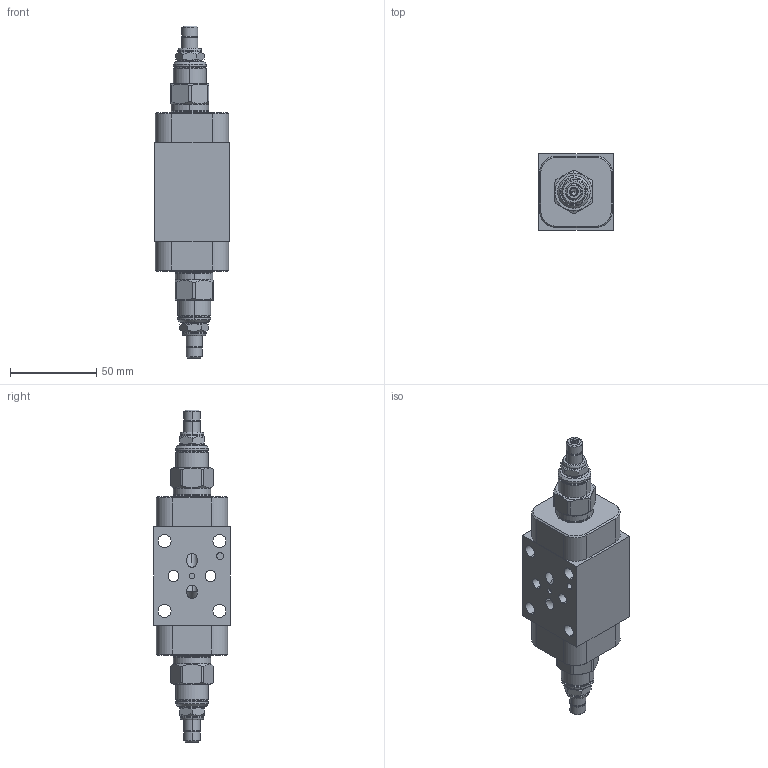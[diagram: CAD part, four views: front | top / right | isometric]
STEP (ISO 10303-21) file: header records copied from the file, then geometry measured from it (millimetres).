
FILE_DESCRIPTION((''),'2;1');
FILE_NAME('RPECLAN-FBY_ASM','2019-11-05T',('ProEService'),(''),'PRO/ENGINEER BY PARAMETRIC TECHNOLOGY CORPORATION, 2014200','PRO/ENGINEER BY PARAMETRIC TECHNOLOGY CORPORATION, 2014200','');
FILE_SCHEMA(('CONFIG_CONTROL_DESIGN'));
Length unit declared in the file: inch
Products named in the file (6): 150-282; RPECLAN; 500-001-012; 700-002; 811-001-006; RPECLAN-FBY_ASM
Assembly tree (6 placements, depth 2):
  RPECLAN-FBY_ASM
    150-282
    RPECLAN  x2
    500-001-012
    700-002
    811-001-006
Bounding box: 43.18 x 44.45 x 192.3 mm (x, y, z)
Volume: 174029.8 mm3; surface area: 46862.1 mm2
Topology: 7 solids, 11 shells, 657 faces, 1789 edges, 1320 vertices
Faces by surface type: cylinder 276, plane 150, cone 136, torus 68, revolution 16, sphere 11
Entity records: 16556 total; most frequent: CARTESIAN_POINT 5856, DIRECTION 2286, ORIENTED_EDGE 1900, EDGE_CURVE 950, AXIS2_PLACEMENT_3D 847, VERTEX_POINT 592, VECTOR 584, LINE 584
